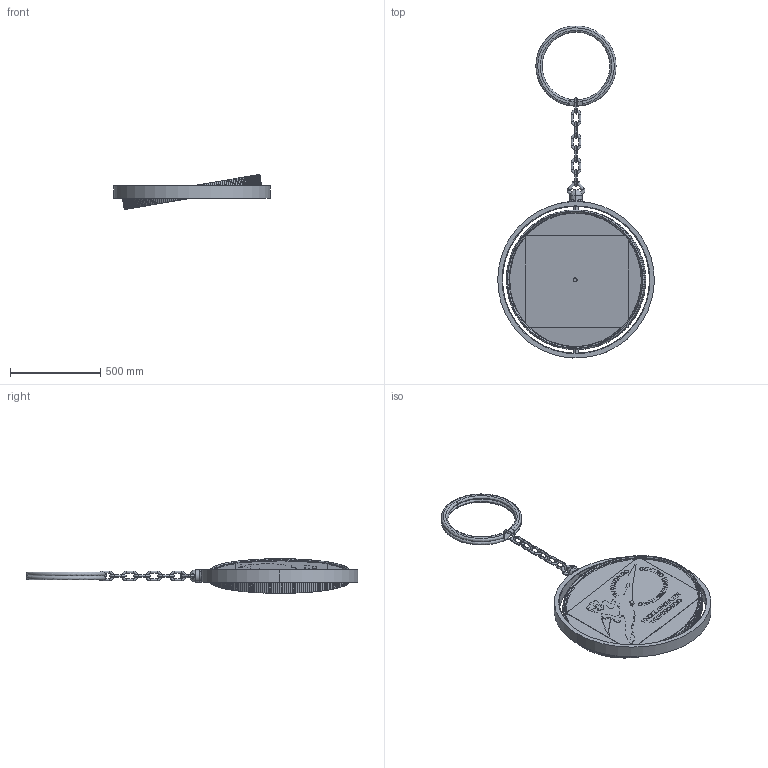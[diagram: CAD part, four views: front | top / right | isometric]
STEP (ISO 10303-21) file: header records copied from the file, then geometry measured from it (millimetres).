
FILE_DESCRIPTION(('FreeCAD Model'),'2;1');
FILE_NAME('Open CASCADE Shape Model','2025-05-04T10:43:51',('FreeCAD'),( 'FreeCAD'),'Open CASCADE STEP processor 7.6','FreeCAD','Unknown');
FILE_SCHEMA(('AUTOMOTIVE_DESIGN { 1 0 10303 214 1 1 1 1 }'));
Products named in the file (1): Open CASCADE STEP translator 7.6 1
Bounding box: 867.88 x 1841.1 x 192.85 mm (x, y, z)
Volume: 26823229.1 mm3; surface area: 2841230.8 mm2
Topology: 6 solids, 6 shells, 2862 faces, 7584 edges, 4883 vertices
Faces by surface type: bspline 2862
Entity records: 154042 total; most frequent: CARTESIAN_POINT 109575, ORIENTED_EDGE 15156, EDGE_CURVE 7578, B_SPLINE_CURVE_WITH_KNOTS 6280, VERTEX_POINT 4883, FACE_BOUND 3047, EDGE_LOOP 3047, ADVANCED_FACE 2862
